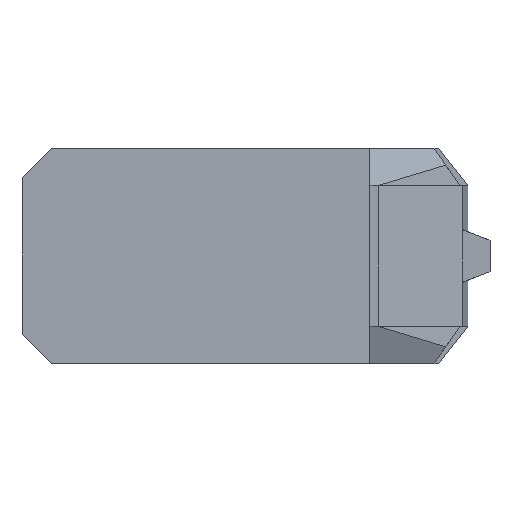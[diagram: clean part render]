
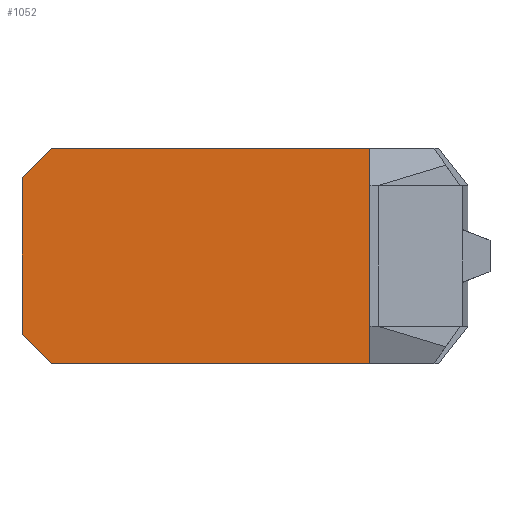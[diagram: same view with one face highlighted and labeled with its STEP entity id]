
A CAD part, top view. The second image highlights one B-rep face of the part: STEP entity #1052.
In plain terms, the highlighted planar face has unit normal (0, 0, 1).
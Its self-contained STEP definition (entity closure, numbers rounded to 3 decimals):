
#17 = CARTESIAN_POINT ( 'NONE',  ( -1518.498, 534.002, 100. ) ) ;
#61 = CARTESIAN_POINT ( 'NONE',  ( -1518.498, 534.002, 100. ) ) ;
#62 = EDGE_CURVE ( 'NONE', #350, #799, #957, .T. ) ;
#124 = PLANE ( 'NONE',  #597 ) ;
#129 = CARTESIAN_POINT ( 'NONE',  ( 851.502, 732.5, 100. ) ) ;
#138 = LINE ( 'NONE', #528, #617 ) ;
#174 = CARTESIAN_POINT ( 'NONE',  ( -1320., 732.5, 100. ) ) ;
#209 = EDGE_CURVE ( 'NONE', #710, #897, #715, .T. ) ;
#238 = DIRECTION ( 'NONE',  ( -0.707, 0.707, 0. ) ) ;
#247 = EDGE_CURVE ( 'NONE', #599, #897, #138, .T. ) ;
#300 = CARTESIAN_POINT ( 'NONE',  ( -1320., -732.5, 100. ) ) ;
#324 = DIRECTION ( 'NONE',  ( -0.707, -0.707, 0. ) ) ;
#350 = VERTEX_POINT ( 'NONE', #932 ) ;
#354 = LINE ( 'NONE', #992, #1058 ) ;
#363 = CARTESIAN_POINT ( 'NONE',  ( -1518.498, -534.002, 100. ) ) ;
#390 = CARTESIAN_POINT ( 'NONE',  ( 0., 0., 100. ) ) ;
#406 = EDGE_CURVE ( 'NONE', #592, #599, #489, .T. ) ;
#432 = ORIENTED_EDGE ( 'NONE', *, *, #500, .F. ) ;
#459 = ORIENTED_EDGE ( 'NONE', *, *, #62, .F. ) ;
#460 = VECTOR ( 'NONE', #238, 1000. ) ;
#476 = EDGE_CURVE ( 'NONE', #350, #592, #1088, .T. ) ;
#489 = LINE ( 'NONE', #61, #1152 ) ;
#500 = EDGE_CURVE ( 'NONE', #799, #710, #354, .T. ) ;
#509 = ORIENTED_EDGE ( 'NONE', *, *, #247, .T. ) ;
#528 = CARTESIAN_POINT ( 'NONE',  ( -1518.498, -534.002, 100. ) ) ;
#570 = DIRECTION ( 'NONE',  ( 0., 0., -1. ) ) ;
#592 = VERTEX_POINT ( 'NONE', #834 ) ;
#597 = AXIS2_PLACEMENT_3D ( 'NONE', #390, #570, #668 ) ;
#599 = VERTEX_POINT ( 'NONE', #17 ) ;
#617 = VECTOR ( 'NONE', #894, 1000. ) ;
#652 = ORIENTED_EDGE ( 'NONE', *, *, #209, .F. ) ;
#668 = DIRECTION ( 'NONE',  ( -1., 0., 0. ) ) ;
#710 = VERTEX_POINT ( 'NONE', #300 ) ;
#715 = LINE ( 'NONE', #1146, #460 ) ;
#718 = ORIENTED_EDGE ( 'NONE', *, *, #406, .T. ) ;
#771 = DIRECTION ( 'NONE',  ( 0., -1., 0. ) ) ;
#799 = VERTEX_POINT ( 'NONE', #1133 ) ;
#818 = DIRECTION ( 'NONE',  ( -1., 0., 0. ) ) ;
#834 = CARTESIAN_POINT ( 'NONE',  ( -1320., 732.5, 100. ) ) ;
#894 = DIRECTION ( 'NONE',  ( 0., -1., 0. ) ) ;
#897 = VERTEX_POINT ( 'NONE', #363 ) ;
#932 = CARTESIAN_POINT ( 'NONE',  ( 851.502, 732.5, 100. ) ) ;
#957 = LINE ( 'NONE', #129, #1114 ) ;
#962 = VECTOR ( 'NONE', #818, 1000. ) ;
#969 = ORIENTED_EDGE ( 'NONE', *, *, #476, .T. ) ;
#980 = EDGE_LOOP ( 'NONE', ( #509, #652, #432, #459, #969, #718 ) ) ;
#992 = CARTESIAN_POINT ( 'NONE',  ( -1320., -732.5, 100. ) ) ;
#997 = DIRECTION ( 'NONE',  ( -1., 0., 0. ) ) ;
#1052 = ADVANCED_FACE ( 'NONE', ( #1120 ), #124, .F. ) ;
#1058 = VECTOR ( 'NONE', #997, 1000. ) ;
#1088 = LINE ( 'NONE', #174, #962 ) ;
#1114 = VECTOR ( 'NONE', #771, 1000. ) ;
#1120 = FACE_OUTER_BOUND ( 'NONE', #980, .T. ) ;
#1133 = CARTESIAN_POINT ( 'NONE',  ( 851.502, -732.5, 100. ) ) ;
#1146 = CARTESIAN_POINT ( 'NONE',  ( -1518.498, -534.002, 100. ) ) ;
#1152 = VECTOR ( 'NONE', #324, 1000. ) ;
